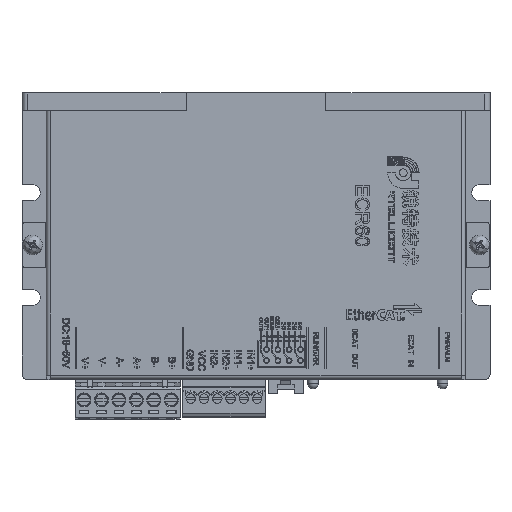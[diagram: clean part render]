
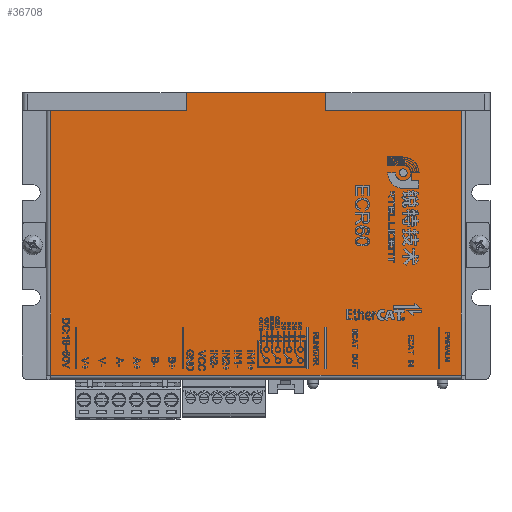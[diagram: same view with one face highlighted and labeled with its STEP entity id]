
A CAD part, top view. The second image highlights one B-rep face of the part: STEP entity #36708.
In plain terms, the highlighted planar face has unit normal (0, 0, 1).
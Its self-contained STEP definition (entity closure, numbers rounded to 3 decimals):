
#1134=DIRECTION('',(1.,0.,0.));
#1135=VECTOR('',#1134,38.8);
#1136=CARTESIAN_POINT('',(19.967,36.,29.067));
#1137=LINE('',#1136,#1135);
#10011=DIRECTION('',(1.,0.,0.));
#10012=VECTOR('',#10011,38.8);
#10013=CARTESIAN_POINT('',(-58.833,36.,29.067));
#10014=LINE('',#10013,#10012);
#10028=DIRECTION('',(0.,1.,0.));
#10029=VECTOR('',#10028,4.8);
#10030=CARTESIAN_POINT('',(-19.933,36.1,29.067));
#10031=LINE('',#10030,#10029);
#10036=CARTESIAN_POINT('',(19.967,36.1,29.067));
#10037=DIRECTION('',(0.,0.,-1.));
#10038=DIRECTION('',(0.,-1.,0.));
#10039=AXIS2_PLACEMENT_3D('',#10036,#10037,#10038);
#10041=CARTESIAN_POINT('',(-20.033,36.1,29.067));
#10042=DIRECTION('',(0.,0.,-1.));
#10043=DIRECTION('',(1.,0.,0.));
#10044=AXIS2_PLACEMENT_3D('',#10041,#10042,#10043);
#10046=CARTESIAN_POINT('',(-19.833,40.9,29.067));
#10047=DIRECTION('',(0.,0.,1.));
#10048=DIRECTION('',(0.,1.,0.));
#10049=AXIS2_PLACEMENT_3D('',#10046,#10047,#10048);
#10051=DIRECTION('',(-1.,0.,0.));
#10052=VECTOR('',#10051,39.6);
#10053=CARTESIAN_POINT('',(19.767,41.,29.067));
#10054=LINE('',#10053,#10052);
#10055=CARTESIAN_POINT('',(19.767,40.9,29.067));
#10056=DIRECTION('',(0.,0.,1.));
#10057=DIRECTION('',(1.,0.,0.));
#10058=AXIS2_PLACEMENT_3D('',#10055,#10056,#10057);
#10060=DIRECTION('',(0.,-1.,0.));
#10061=VECTOR('',#10060,4.8);
#10062=CARTESIAN_POINT('',(19.867,40.9,29.067));
#10063=LINE('',#10062,#10061);
#10100=DIRECTION('',(0.,1.,0.));
#10101=VECTOR('',#10100,75.8);
#10102=CARTESIAN_POINT('',(58.767,-39.8,29.067));
#10103=LINE('',#10102,#10101);
#10108=DIRECTION('',(1.,0.,0.));
#10109=VECTOR('',#10108,117.6);
#10110=CARTESIAN_POINT('',(-58.833,-39.8,29.067));
#10111=LINE('',#10110,#10109);
#10112=DIRECTION('',(0.,-1.,0.));
#10113=VECTOR('',#10112,75.8);
#10114=CARTESIAN_POINT('',(-58.833,36.,29.067));
#10115=LINE('',#10114,#10113);
#13591=CARTESIAN_POINT('',(-58.833,-39.8,29.067));
#13592=VERTEX_POINT('',#13591);
#13615=CARTESIAN_POINT('',(19.767,41.,29.067));
#13616=CARTESIAN_POINT('',(-19.833,41.,29.067));
#13617=VERTEX_POINT('',#13615);
#13618=VERTEX_POINT('',#13616);
#13619=CARTESIAN_POINT('',(19.867,40.9,29.067));
#13620=CARTESIAN_POINT('',(19.867,36.1,29.067));
#13621=VERTEX_POINT('',#13619);
#13622=VERTEX_POINT('',#13620);
#13623=CARTESIAN_POINT('',(19.967,36.,29.067));
#13624=VERTEX_POINT('',#13623);
#13625=CARTESIAN_POINT('',(58.767,36.,29.067));
#13626=VERTEX_POINT('',#13625);
#13627=CARTESIAN_POINT('',(58.767,-39.8,29.067));
#13628=VERTEX_POINT('',#13627);
#13629=CARTESIAN_POINT('',(-58.833,36.,29.067));
#13630=VERTEX_POINT('',#13629);
#13631=CARTESIAN_POINT('',(-20.033,36.,29.067));
#13632=VERTEX_POINT('',#13631);
#13633=CARTESIAN_POINT('',(-19.933,36.1,29.067));
#13634=VERTEX_POINT('',#13633);
#13635=CARTESIAN_POINT('',(-19.933,40.9,29.067));
#13636=VERTEX_POINT('',#13635);
#36681=CARTESIAN_POINT('',(-0.033,0.6,29.067));
#36682=DIRECTION('',(0.,0.,1.));
#36683=DIRECTION('',(1.,0.,0.));
#36684=AXIS2_PLACEMENT_3D('',#36681,#36682,#36683);
#36685=PLANE('',#36684);
#36687=ORIENTED_EDGE('',*,*,#36686,.T.);
#36689=ORIENTED_EDGE('',*,*,#36688,.F.);
#36690=ORIENTED_EDGE('',*,*,#18292,.T.);
#36692=ORIENTED_EDGE('',*,*,#36691,.F.);
#36694=ORIENTED_EDGE('',*,*,#36693,.F.);
#36696=ORIENTED_EDGE('',*,*,#36695,.F.);
#36697=ORIENTED_EDGE('',*,*,#36619,.T.);
#36698=ORIENTED_EDGE('',*,*,#36647,.F.);
#36699=ORIENTED_EDGE('',*,*,#36665,.T.);
#36701=ORIENTED_EDGE('',*,*,#36700,.F.);
#36703=ORIENTED_EDGE('',*,*,#36702,.F.);
#36705=ORIENTED_EDGE('',*,*,#36704,.F.);
#36706=EDGE_LOOP('',(#36687,#36689,#36690,#36692,#36694,#36696,#36697,#36698,
#36699,#36701,#36703,#36705));
#36707=FACE_OUTER_BOUND('',#36706,.F.);
#36708=ADVANCED_FACE('',(#36707),#36685,.T.);
#10040=CIRCLE('',#10039,0.1);
#10045=CIRCLE('',#10044,0.1);
#10050=CIRCLE('',#10049,0.1);
#10059=CIRCLE('',#10058,0.1);
#18292=EDGE_CURVE('',#13624,#13626,#1137,.T.);
#36619=EDGE_CURVE('',#13630,#13632,#10014,.T.);
#36647=EDGE_CURVE('',#13634,#13632,#10045,.T.);
#36665=EDGE_CURVE('',#13634,#13636,#10031,.T.);
#36686=EDGE_CURVE('',#13621,#13622,#10063,.T.);
#36688=EDGE_CURVE('',#13624,#13622,#10040,.T.);
#36691=EDGE_CURVE('',#13628,#13626,#10103,.T.);
#36693=EDGE_CURVE('',#13592,#13628,#10111,.T.);
#36695=EDGE_CURVE('',#13630,#13592,#10115,.T.);
#36700=EDGE_CURVE('',#13618,#13636,#10050,.T.);
#36702=EDGE_CURVE('',#13617,#13618,#10054,.T.);
#36704=EDGE_CURVE('',#13621,#13617,#10059,.T.);
